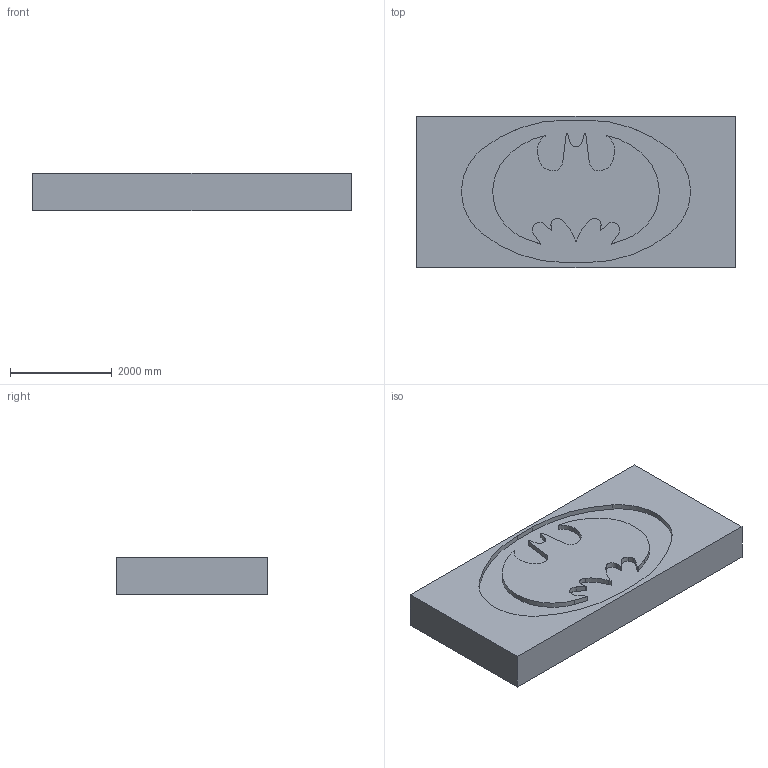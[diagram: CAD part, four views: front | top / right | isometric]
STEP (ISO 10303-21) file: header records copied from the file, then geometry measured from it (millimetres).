
FILE_DESCRIPTION(('produced by SPATIAL CORP'),'2;1');
FILE_NAME( 'batman.step.hh.sat.stp','2002-04-22T10:03:11+00:00',('SPATIAL CORP'),('SPATIAL CORP'), 'ACIS STEP Husk','http://www.spatial.com','SPATIAL CORP');
FILE_SCHEMA(('CONFIG_CONTROL_DESIGN'));
Length unit declared in the file: millimetre
Products named in the file (1): PRODUCT_ID_1
Bounding box: 6250 x 2975 x 735 mm (x, y, z)
Volume: 13119826090.8 mm3; surface area: 53323795.3 mm2
Topology: 1 solids, 1 shells, 96 faces, 276 edges, 184 vertices
Faces by surface type: cylinder 51, plane 45
Entity records: 3057 total; most frequent: ORIENTED_EDGE 552, CARTESIAN_POINT 514, DIRECTION 486, EDGE_CURVE 276, VERTEX_POINT 184, VECTOR 174, LINE 174, AXIS2_PLACEMENT_3D 156
